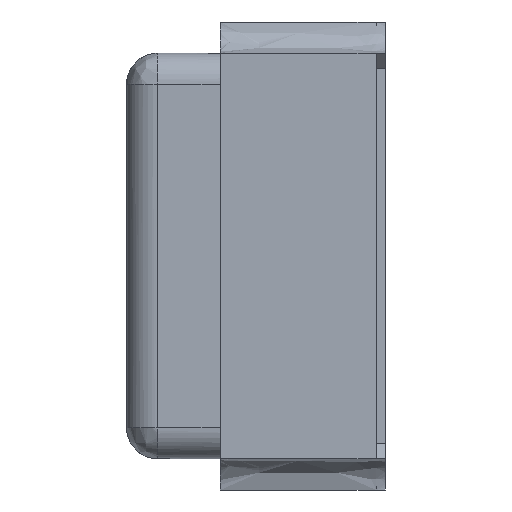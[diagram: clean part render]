
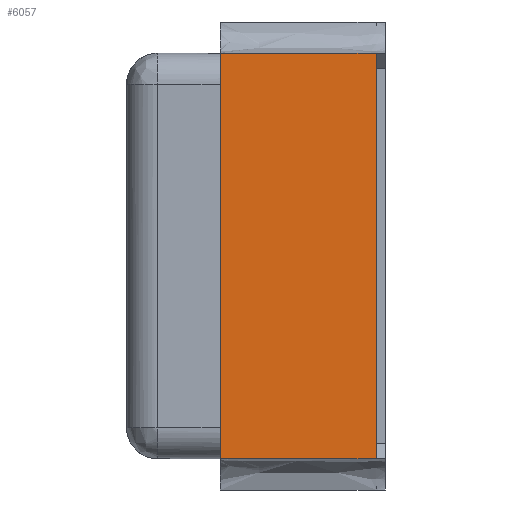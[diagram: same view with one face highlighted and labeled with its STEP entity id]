
A CAD part, left-side view. The second image highlights one B-rep face of the part: STEP entity #6057.
In plain terms, the highlighted free-form (B-spline) face has degree [1, 1] with [2, 2] control points.
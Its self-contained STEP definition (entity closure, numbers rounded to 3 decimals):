
#5155 = VERTEX_POINT('',#5156);
#5156 = CARTESIAN_POINT('',(-1.312,0.,-0.533));
#5219 = VERTEX_POINT('',#5220);
#5220 = CARTESIAN_POINT('',(-1.312,0.,0.533));
#5300 = EDGE_CURVE('',#5155,#5219,#5301,.T.);
#5301 = B_SPLINE_CURVE_WITH_KNOTS('',1,(#5302,#5303),.UNSPECIFIED.,.F.,
  .F.,(2,2),(0.1,1.4),.PIECEWISE_BEZIER_KNOTS.);
#5302 = CARTESIAN_POINT('',(-1.312,0.,-0.533));
#5303 = CARTESIAN_POINT('',(-1.312,0.,0.533));
#5892 = VERTEX_POINT('',#5893);
#5893 = CARTESIAN_POINT('',(-1.312,0.41,
    -0.533));
#5899 = EDGE_CURVE('',#5155,#5892,#5900,.T.);
#5900 = B_SPLINE_CURVE_WITH_KNOTS('',1,(#5901,#5902),.UNSPECIFIED.,.F.,
  .F.,(2,2),(0.,0.5),.PIECEWISE_BEZIER_KNOTS.);
#5901 = CARTESIAN_POINT('',(-1.312,0.,-0.533));
#5902 = CARTESIAN_POINT('',(-1.312,0.41,
    -0.533));
#6037 = EDGE_CURVE('',#5219,#6038,#6040,.T.);
#6038 = VERTEX_POINT('',#6039);
#6039 = CARTESIAN_POINT('',(-1.312,0.41,
    0.533));
#6040 = B_SPLINE_CURVE_WITH_KNOTS('',1,(#6041,#6042),.UNSPECIFIED.,.F.,
  .F.,(2,2),(0.,0.5),.PIECEWISE_BEZIER_KNOTS.);
#6041 = CARTESIAN_POINT('',(-1.312,0.,0.533));
#6042 = CARTESIAN_POINT('',(-1.312,0.41,
    0.533));
#6057 = ADVANCED_FACE('',(#6058),#6068,.T.);
#6058 = FACE_BOUND('',#6059,.T.);
#6059 = EDGE_LOOP('',(#6060,#6061,#6062,#6067));
#6060 = ORIENTED_EDGE('',*,*,#5300,.T.);
#6061 = ORIENTED_EDGE('',*,*,#6037,.T.);
#6062 = ORIENTED_EDGE('',*,*,#6063,.F.);
#6063 = EDGE_CURVE('',#5892,#6038,#6064,.T.);
#6064 = B_SPLINE_CURVE_WITH_KNOTS('',1,(#6065,#6066),.UNSPECIFIED.,.F.,
  .F.,(2,2),(0.1,1.4),.PIECEWISE_BEZIER_KNOTS.);
#6065 = CARTESIAN_POINT('',(-1.312,0.41,
    -0.533));
#6066 = CARTESIAN_POINT('',(-1.312,0.41,
    0.533));
#6067 = ORIENTED_EDGE('',*,*,#5899,.F.);
#6068 = B_SPLINE_SURFACE_WITH_KNOTS('',1,1,(
    (#6069,#6070)
    ,(#6071,#6072
    )),.UNSPECIFIED.,.F.,.F.,.F.,(2,2),(2,2),(0.,1.3),(0.,0.5),
  .PIECEWISE_BEZIER_KNOTS.);
#6069 = CARTESIAN_POINT('',(-1.312,0.,-0.533));
#6070 = CARTESIAN_POINT('',(-1.312,0.41,
    -0.533));
#6071 = CARTESIAN_POINT('',(-1.312,0.,0.533));
#6072 = CARTESIAN_POINT('',(-1.312,0.41,
    0.533));
